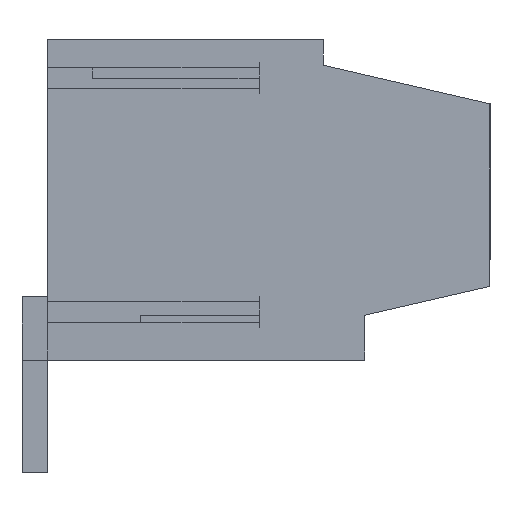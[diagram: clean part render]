
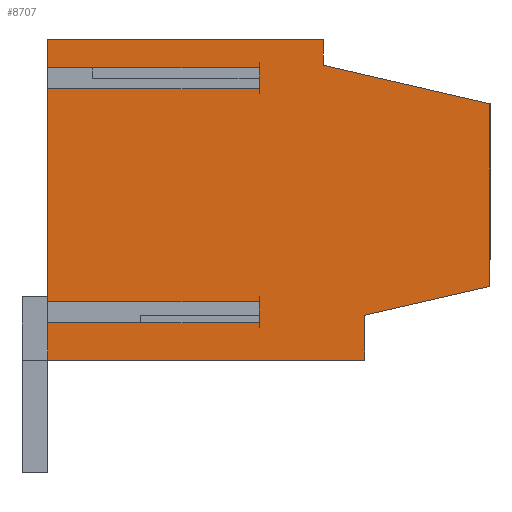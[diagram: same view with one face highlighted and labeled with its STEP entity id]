
A CAD part, left-side view. The second image highlights one B-rep face of the part: STEP entity #8707.
In plain terms, the highlighted planar face has unit normal (-1, 0, 0).
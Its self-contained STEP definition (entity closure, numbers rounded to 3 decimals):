
#8644=AXIS2_PLACEMENT_3D('Plane Axis2P3D',#8641,#8642,#8643) ;
#7702=CARTESIAN_POINT('Vertex',(0.,13.8,3.5)) ;
#7705=CARTESIAN_POINT('Line Origine',(0.,13.8,4.088)) ;
#7709=CARTESIAN_POINT('Vertex',(0.,13.8,4.675)) ;
#7730=CARTESIAN_POINT('Vertex',(0.,13.8,5.325)) ;
#7733=CARTESIAN_POINT('Line Origine',(0.,13.8,8.65)) ;
#7737=CARTESIAN_POINT('Vertex',(0.,13.8,11.975)) ;
#7758=CARTESIAN_POINT('Vertex',(0.,13.8,12.625)) ;
#7761=CARTESIAN_POINT('Line Origine',(0.,13.8,13.062)) ;
#7765=CARTESIAN_POINT('Vertex',(0.,13.8,13.5)) ;
#8194=CARTESIAN_POINT('Line Origine',(0.,9.5,13.5)) ;
#8198=CARTESIAN_POINT('Vertex',(0.,5.2,13.5)) ;
#8287=CARTESIAN_POINT('Line Origine',(0.,5.2,13.1)) ;
#8291=CARTESIAN_POINT('Vertex',(0.,5.2,12.7)) ;
#8312=CARTESIAN_POINT('Line Origine',(0.,2.6,12.1)) ;
#8316=CARTESIAN_POINT('Vertex',(0.,0.,11.499)) ;
#8337=CARTESIAN_POINT('Line Origine',(0.,0.,8.65)) ;
#8341=CARTESIAN_POINT('Vertex',(0.,0.,5.8)) ;
#8398=CARTESIAN_POINT('Line Origine',(0.,1.95,5.35)) ;
#8402=CARTESIAN_POINT('Vertex',(0.,3.9,4.9)) ;
#8533=CARTESIAN_POINT('Vertex',(0.,3.9,3.5)) ;
#8536=CARTESIAN_POINT('Line Origine',(0.,8.85,3.5)) ;
#8641=CARTESIAN_POINT('Axis2P3D Location',(0.,14.6,0.)) ;
#8646=CARTESIAN_POINT('Line Origine',(0.,10.5,5.325)) ;
#8650=CARTESIAN_POINT('Vertex',(0.,7.2,5.325)) ;
#8653=CARTESIAN_POINT('Line Origine',(0.,7.2,5.)) ;
#8657=CARTESIAN_POINT('Vertex',(0.,7.2,4.675)) ;
#8660=CARTESIAN_POINT('Line Origine',(0.,10.5,4.675)) ;
#8665=CARTESIAN_POINT('Line Origine',(0.,3.9,4.2)) ;
#8670=CARTESIAN_POINT('Line Origine',(0.,10.5,12.625)) ;
#8674=CARTESIAN_POINT('Vertex',(0.,7.2,12.625)) ;
#8677=CARTESIAN_POINT('Line Origine',(0.,7.2,12.3)) ;
#8681=CARTESIAN_POINT('Vertex',(0.,7.2,11.975)) ;
#8684=CARTESIAN_POINT('Line Origine',(0.,10.5,11.975)) ;
#7706=DIRECTION('Vector Direction',(0.,0.,-1.)) ;
#7734=DIRECTION('Vector Direction',(0.,0.,-1.)) ;
#7762=DIRECTION('Vector Direction',(0.,0.,-1.)) ;
#8195=DIRECTION('Vector Direction',(0.,1.,0.)) ;
#8288=DIRECTION('Vector Direction',(0.,0.,1.)) ;
#8313=DIRECTION('Vector Direction',(0.,0.974,0.225)) ;
#8338=DIRECTION('Vector Direction',(0.,0.,1.)) ;
#8399=DIRECTION('Vector Direction',(0.,-0.974,0.225)) ;
#8537=DIRECTION('Vector Direction',(0.,-1.,0.)) ;
#8642=DIRECTION('Axis2P3D Direction',(-1.,0.,0.)) ;
#8643=DIRECTION('Axis2P3D XDirection',(0.,-1.,0.)) ;
#8647=DIRECTION('Vector Direction',(0.,-1.,0.)) ;
#8654=DIRECTION('Vector Direction',(0.,0.,-1.)) ;
#8661=DIRECTION('Vector Direction',(0.,-1.,0.)) ;
#8666=DIRECTION('Vector Direction',(0.,0.,1.)) ;
#8671=DIRECTION('Vector Direction',(0.,-1.,0.)) ;
#8678=DIRECTION('Vector Direction',(0.,0.,-1.)) ;
#8685=DIRECTION('Vector Direction',(0.,-1.,0.)) ;
#7707=VECTOR('Line Direction',#7706,1.) ;
#7735=VECTOR('Line Direction',#7734,1.) ;
#7763=VECTOR('Line Direction',#7762,1.) ;
#8196=VECTOR('Line Direction',#8195,1.) ;
#8289=VECTOR('Line Direction',#8288,1.) ;
#8314=VECTOR('Line Direction',#8313,1.) ;
#8339=VECTOR('Line Direction',#8338,1.) ;
#8400=VECTOR('Line Direction',#8399,1.) ;
#8538=VECTOR('Line Direction',#8537,1.) ;
#8648=VECTOR('Line Direction',#8647,1.) ;
#8655=VECTOR('Line Direction',#8654,1.) ;
#8662=VECTOR('Line Direction',#8661,1.) ;
#8667=VECTOR('Line Direction',#8666,1.) ;
#8672=VECTOR('Line Direction',#8671,1.) ;
#8679=VECTOR('Line Direction',#8678,1.) ;
#8686=VECTOR('Line Direction',#8685,1.) ;
#8690=ORIENTED_EDGE('',*,*,#7739,.T.) ;
#8691=ORIENTED_EDGE('',*,*,#8652,.T.) ;
#8692=ORIENTED_EDGE('',*,*,#8659,.T.) ;
#8693=ORIENTED_EDGE('',*,*,#8664,.F.) ;
#8694=ORIENTED_EDGE('',*,*,#7711,.T.) ;
#8695=ORIENTED_EDGE('',*,*,#8540,.T.) ;
#8696=ORIENTED_EDGE('',*,*,#8669,.T.) ;
#8697=ORIENTED_EDGE('',*,*,#8404,.T.) ;
#8698=ORIENTED_EDGE('',*,*,#8343,.T.) ;
#8699=ORIENTED_EDGE('',*,*,#8318,.T.) ;
#8700=ORIENTED_EDGE('',*,*,#8293,.T.) ;
#8701=ORIENTED_EDGE('',*,*,#8200,.T.) ;
#8702=ORIENTED_EDGE('',*,*,#7767,.T.) ;
#8703=ORIENTED_EDGE('',*,*,#8676,.T.) ;
#8704=ORIENTED_EDGE('',*,*,#8683,.T.) ;
#8705=ORIENTED_EDGE('',*,*,#8688,.F.) ;
#8707=ADVANCED_FACE('HOUSING',(#8706),#8645,.T.) ;
#7711=EDGE_CURVE('',#7710,#7703,#7708,.T.) ;
#7739=EDGE_CURVE('',#7738,#7731,#7736,.T.) ;
#7767=EDGE_CURVE('',#7766,#7759,#7764,.T.) ;
#8200=EDGE_CURVE('',#8199,#7766,#8197,.T.) ;
#8293=EDGE_CURVE('',#8292,#8199,#8290,.T.) ;
#8318=EDGE_CURVE('',#8317,#8292,#8315,.T.) ;
#8343=EDGE_CURVE('',#8342,#8317,#8340,.T.) ;
#8404=EDGE_CURVE('',#8403,#8342,#8401,.T.) ;
#8540=EDGE_CURVE('',#7703,#8534,#8539,.T.) ;
#8652=EDGE_CURVE('',#7731,#8651,#8649,.T.) ;
#8659=EDGE_CURVE('',#8651,#8658,#8656,.T.) ;
#8664=EDGE_CURVE('',#7710,#8658,#8663,.T.) ;
#8669=EDGE_CURVE('',#8534,#8403,#8668,.T.) ;
#8676=EDGE_CURVE('',#7759,#8675,#8673,.T.) ;
#8683=EDGE_CURVE('',#8675,#8682,#8680,.T.) ;
#8688=EDGE_CURVE('',#7738,#8682,#8687,.T.) ;
#8689=EDGE_LOOP('',(#8690,#8691,#8692,#8693,#8694,#8695,#8696,#8697,#8698,#8699,#8700,#8701,#8702,#8703,#8704,#8705)) ;
#8706=FACE_OUTER_BOUND('',#8689,.T.) ;
#7708=LINE('Line',#7705,#7707) ;
#7736=LINE('Line',#7733,#7735) ;
#7764=LINE('Line',#7761,#7763) ;
#8197=LINE('Line',#8194,#8196) ;
#8290=LINE('Line',#8287,#8289) ;
#8315=LINE('Line',#8312,#8314) ;
#8340=LINE('Line',#8337,#8339) ;
#8401=LINE('Line',#8398,#8400) ;
#8539=LINE('Line',#8536,#8538) ;
#8649=LINE('Line',#8646,#8648) ;
#8656=LINE('Line',#8653,#8655) ;
#8663=LINE('Line',#8660,#8662) ;
#8668=LINE('Line',#8665,#8667) ;
#8673=LINE('Line',#8670,#8672) ;
#8680=LINE('Line',#8677,#8679) ;
#8687=LINE('Line',#8684,#8686) ;
#8645=PLANE('',#8644) ;
#7703=VERTEX_POINT('',#7702) ;
#7710=VERTEX_POINT('',#7709) ;
#7731=VERTEX_POINT('',#7730) ;
#7738=VERTEX_POINT('',#7737) ;
#7759=VERTEX_POINT('',#7758) ;
#7766=VERTEX_POINT('',#7765) ;
#8199=VERTEX_POINT('',#8198) ;
#8292=VERTEX_POINT('',#8291) ;
#8317=VERTEX_POINT('',#8316) ;
#8342=VERTEX_POINT('',#8341) ;
#8403=VERTEX_POINT('',#8402) ;
#8534=VERTEX_POINT('',#8533) ;
#8651=VERTEX_POINT('',#8650) ;
#8658=VERTEX_POINT('',#8657) ;
#8675=VERTEX_POINT('',#8674) ;
#8682=VERTEX_POINT('',#8681) ;
